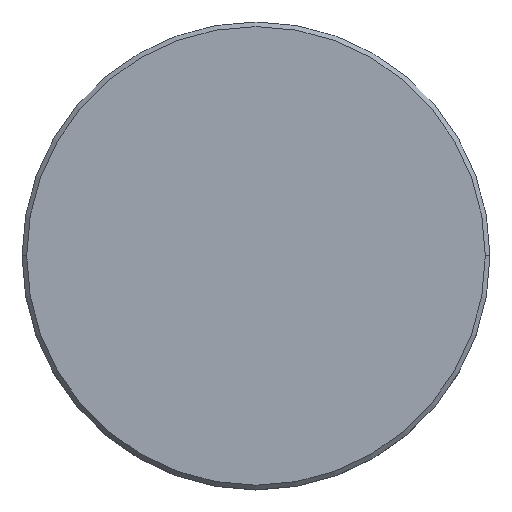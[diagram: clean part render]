
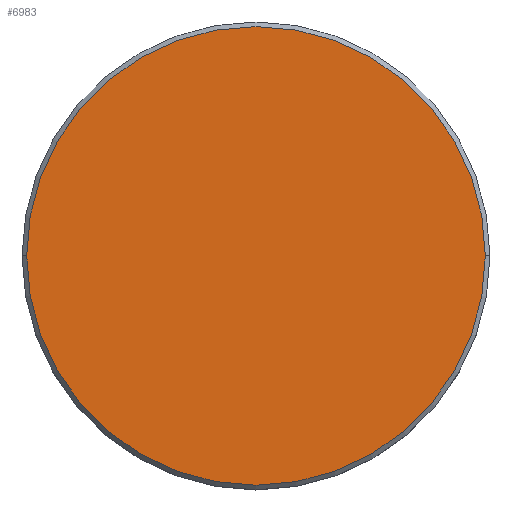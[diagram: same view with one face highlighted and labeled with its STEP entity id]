
A CAD part, top view. The second image highlights one B-rep face of the part: STEP entity #6983.
In plain terms, the highlighted planar face has unit normal (0, 0, 1).
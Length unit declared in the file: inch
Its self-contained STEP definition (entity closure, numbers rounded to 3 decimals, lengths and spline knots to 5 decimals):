
#2185 = CARTESIAN_POINT ( 'NONE',  ( 0.49016, 0., 0.11811 ) ) ;
#6972 = ORIENTED_EDGE ( 'NONE', *, *, #7548, .T. ) ;
#6973 = EDGE_LOOP ( 'NONE', ( #6974, #6972 ) ) ;
#6974 = ORIENTED_EDGE ( 'NONE', *, *, #6984, .T. ) ;
#6983 = ADVANCED_FACE ( 'NONE', ( #11491 ), #11467, .T. ) ;
#6984 = EDGE_CURVE ( 'NONE', #7549, #7584, #11459, .T. ) ;
#7548 = EDGE_CURVE ( 'NONE', #7584, #7549, #12897, .T. ) ;
#7549 = VERTEX_POINT ( 'NONE', #12699 ) ;
#7584 = VERTEX_POINT ( 'NONE', #2185 ) ;
#11452 = DIRECTION ( 'NONE',  ( 1., 0., 0. ) ) ;
#11453 = DIRECTION ( 'NONE',  ( 0., 0., 1. ) ) ;
#11454 = CARTESIAN_POINT ( 'NONE',  ( 0., 0., 0.11811 ) ) ;
#11455 = AXIS2_PLACEMENT_3D ( 'NONE', #11454, #11453, #11452 ) ;
#11456 = DIRECTION ( 'NONE',  ( 1., 0., 0. ) ) ;
#11457 = DIRECTION ( 'NONE',  ( 0., 0., 1. ) ) ;
#11458 = CARTESIAN_POINT ( 'NONE',  ( 0., 0., 0.11811 ) ) ;
#11459 = CIRCLE ( 'NONE', #11455, 0.49016 ) ;
#11466 = AXIS2_PLACEMENT_3D ( 'NONE', #11458, #11457, #11456 ) ;
#11467 = PLANE ( 'NONE',  #11466 ) ;
#11491 = FACE_OUTER_BOUND ( 'NONE', #6973, .T. ) ;
#12699 = CARTESIAN_POINT ( 'NONE',  ( -0.49016, 0., 0.11811 ) ) ;
#12700 = DIRECTION ( 'NONE',  ( 1., 0., 0. ) ) ;
#12701 = DIRECTION ( 'NONE',  ( 0., 0., 1. ) ) ;
#12702 = CARTESIAN_POINT ( 'NONE',  ( 0., 0., 0.11811 ) ) ;
#12703 = AXIS2_PLACEMENT_3D ( 'NONE', #12702, #12701, #12700 ) ;
#12897 = CIRCLE ( 'NONE', #12703, 0.49016 ) ;
